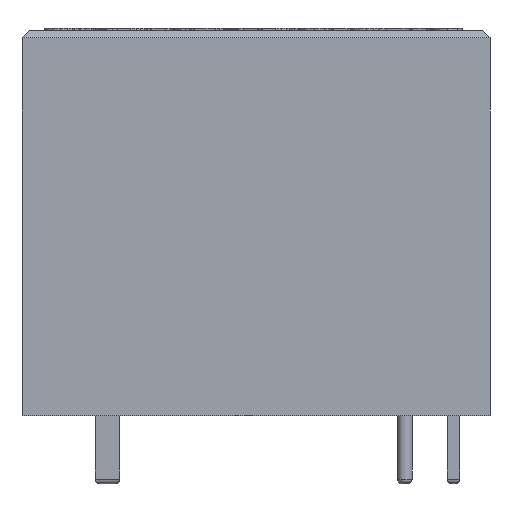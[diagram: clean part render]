
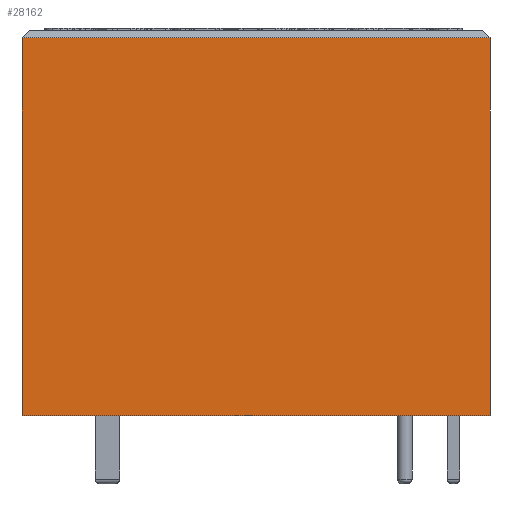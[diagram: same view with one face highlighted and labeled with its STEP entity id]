
A CAD part, front view. The second image highlights one B-rep face of the part: STEP entity #28162.
In plain terms, the highlighted planar face has unit normal (0, -1, 0).
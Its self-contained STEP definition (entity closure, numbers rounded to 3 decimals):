
#3138=FACE_OUTER_BOUND('',#4796,.T.);
#4796=EDGE_LOOP('',(#20976,#20977,#20978,#20979));
#6903=LINE('',#41083,#9468);
#7044=LINE('',#42832,#9609);
#7045=LINE('',#42834,#9610);
#7046=LINE('',#42835,#9611);
#9468=VECTOR('',#31385,1000.);
#9609=VECTOR('',#31584,1000.);
#9610=VECTOR('',#31585,1000.);
#9611=VECTOR('',#31586,1000.);
#12810=VERTEX_POINT('',#41079);
#12812=VERTEX_POINT('',#41082);
#13241=VERTEX_POINT('',#42831);
#13242=VERTEX_POINT('',#42833);
#15833=EDGE_CURVE('',#12812,#12810,#6903,.T.);
#16263=EDGE_CURVE('',#13241,#12810,#7044,.T.);
#16264=EDGE_CURVE('',#13241,#13242,#7045,.T.);
#16265=EDGE_CURVE('',#13242,#12812,#7046,.T.);
#20976=ORIENTED_EDGE('',*,*,#16263,.F.);
#20977=ORIENTED_EDGE('',*,*,#16264,.T.);
#20978=ORIENTED_EDGE('',*,*,#16265,.T.);
#20979=ORIENTED_EDGE('',*,*,#15833,.T.);
#27404=PLANE('',#29733);
#28162=ADVANCED_FACE('',(#3138),#27404,.F.);
#29733=AXIS2_PLACEMENT_3D('',#42830,#31582,#31583);
#31385=DIRECTION('',(1.,0.,0.));
#31582=DIRECTION('center_axis',(0.,1.,0.));
#31583=DIRECTION('ref_axis',(0.,0.,1.));
#31584=DIRECTION('',(0.,0.,-1.));
#31585=DIRECTION('',(-1.,0.,0.));
#31586=DIRECTION('',(0.,0.,-1.));
#41079=CARTESIAN_POINT('',(9.6,-7.8,0.));
#41082=CARTESIAN_POINT('',(-9.6,-7.8,0.));
#41083=CARTESIAN_POINT('',(-9.6,-7.8,0.));
#42830=CARTESIAN_POINT('Origin',(-9.6,-7.8,15.8));
#42831=CARTESIAN_POINT('',(9.6,-7.8,15.5));
#42832=CARTESIAN_POINT('',(9.6,-7.8,15.8));
#42833=CARTESIAN_POINT('',(-9.6,-7.8,15.5));
#42834=CARTESIAN_POINT('',(-9.6,-7.8,15.5));
#42835=CARTESIAN_POINT('',(-9.6,-7.8,15.8));
